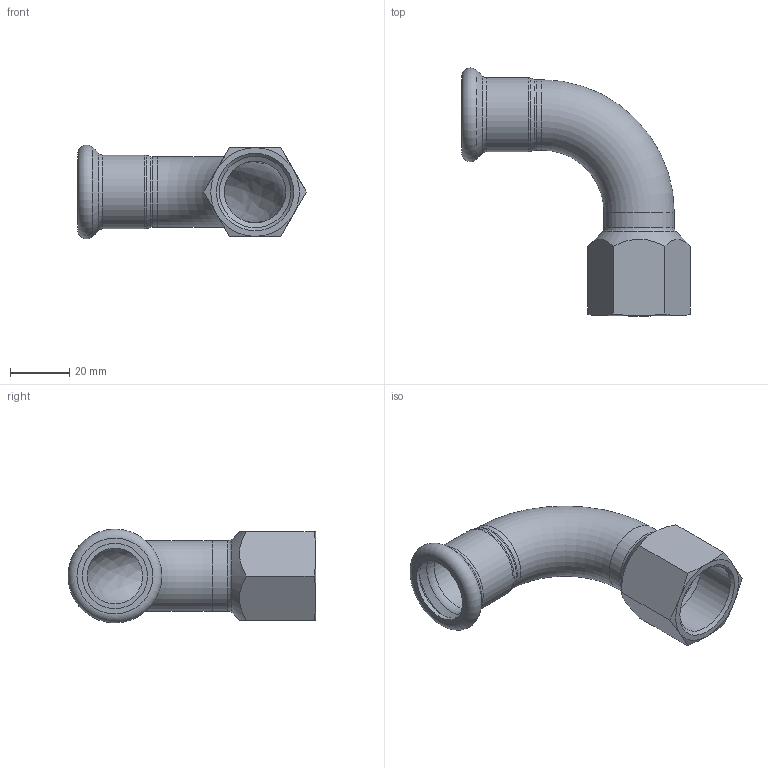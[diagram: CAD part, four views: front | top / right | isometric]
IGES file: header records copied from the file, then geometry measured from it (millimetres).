
Global section: file name: No Iges File Name specified; native system: Autodesk Inventor 2012; preprocessor: AutoDesk Inventor Iges Exporter R2012; author: aporro; date: 20130603.141444; units: millimetre
Bounding box: 77.32 x 83.85 x 31.7 mm (x, y, z)
Volume: 19993.5 mm3; surface area: 18568.9 mm2
Topology: 1 solids, 1 shells, 41 faces, 86 edges, 50 vertices
Faces by surface type: revolution 14, plane 11, cone 9, torus 4, cylinder 3
Full cylindrical faces by diameter (mm): 23.8 x2, 25 x1
